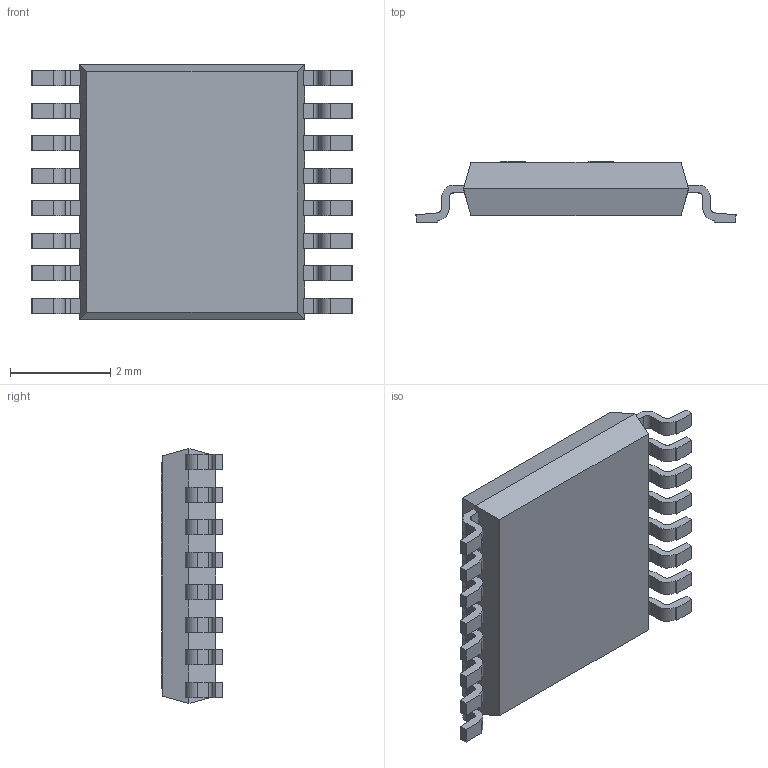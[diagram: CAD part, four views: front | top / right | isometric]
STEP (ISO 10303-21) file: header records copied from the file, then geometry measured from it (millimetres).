
FILE_DESCRIPTION (( 'STEP AP214' ), '1' );
FILE_NAME ('User Library-TSSOP-16-for-ON-SEMI-MC74HC595ADTR2G-Text.STEP', '2021-07-05T12:07:12', ( '' ), ( '' ), 'SwSTEP 2.0', 'SolidWorks 2021', '' );
FILE_SCHEMA (( 'AUTOMOTIVE_DESIGN' ));
Length unit declared in the file: millimetre
Products named in the file (1): User Library-TSSOP-16-for-ON-SEMI-MC74HC595ADTR2G-Text
Bounding box: 6.4 x 1.22 x 5.1 mm (x, y, z)
Volume: 23.9 mm3; surface area: 82 mm2
Topology: 1 solids, 1 shells, 502 faces, 1430 edges, 952 vertices
Faces by surface type: plane 336, bspline 100, cylinder 66
Entity records: 21095 total; most frequent: CARTESIAN_POINT 8336, ORIENTED_EDGE 2860, DIRECTION 2167, EDGE_CURVE 1430, LINE 1097, VECTOR 1097, VERTEX_POINT 952, AXIS2_PLACEMENT_3D 535
